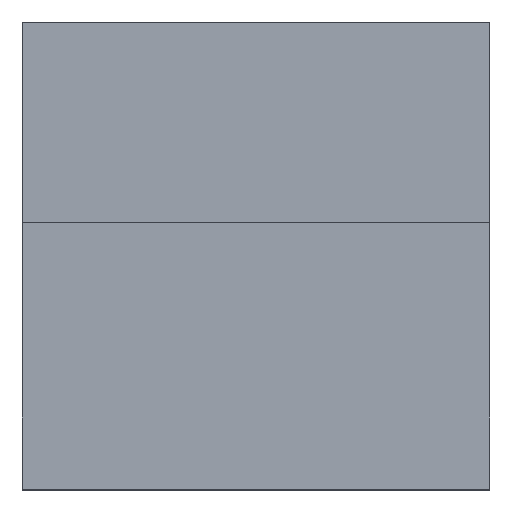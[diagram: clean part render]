
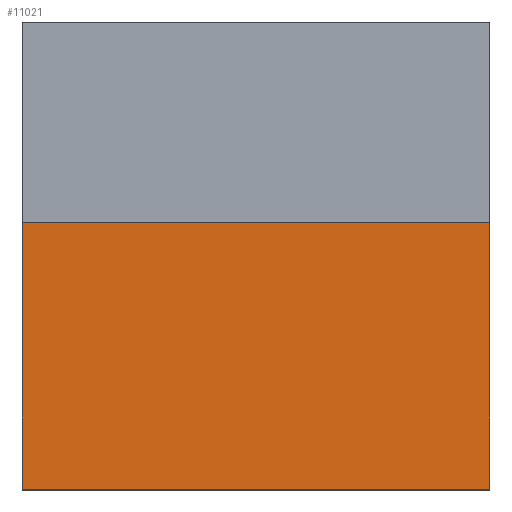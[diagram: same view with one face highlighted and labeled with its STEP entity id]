
A CAD part, top view. The second image highlights one B-rep face of the part: STEP entity #11021.
In plain terms, the highlighted planar face has unit normal (0, 0, 1).
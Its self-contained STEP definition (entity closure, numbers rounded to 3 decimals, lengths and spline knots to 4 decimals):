
#152 = VECTOR ( 'NONE', #5125, 39.3701 ) ;
#367 = CARTESIAN_POINT ( 'NONE',  ( -0.6, 0., 0.6 ) ) ;
#877 = CARTESIAN_POINT ( 'NONE',  ( -0.6, 0., 0.6 ) ) ;
#1285 = VERTEX_POINT ( 'NONE', #1820 ) ;
#1304 = LINE ( 'NONE', #15916, #5841 ) ;
#1624 = VECTOR ( 'NONE', #12072, 39.3701 ) ;
#1820 = CARTESIAN_POINT ( 'NONE',  ( 0.6, 0., 0.6 ) ) ;
#3584 = LINE ( 'NONE', #877, #10296 ) ;
#3772 = PLANE ( 'NONE',  #23427 ) ;
#5125 = DIRECTION ( 'NONE',  ( 1., 0., 0. ) ) ;
#5841 = VECTOR ( 'NONE', #18935, 39.3701 ) ;
#6469 = EDGE_CURVE ( 'NONE', #1285, #8909, #20948, .T. ) ;
#8723 = ORIENTED_EDGE ( 'NONE', *, *, #8785, .F. ) ;
#8785 = EDGE_CURVE ( 'NONE', #15789, #1285, #23986, .T. ) ;
#8909 = VERTEX_POINT ( 'NONE', #11851 ) ;
#10296 = VECTOR ( 'NONE', #23272, 39.3701 ) ;
#11021 = ADVANCED_FACE ( 'NONE', ( #21212 ), #3772, .F. ) ;
#11851 = CARTESIAN_POINT ( 'NONE',  ( 0.6, -0.685, 0.6 ) ) ;
#12072 = DIRECTION ( 'NONE',  ( 0., -1., 0. ) ) ;
#13337 = ORIENTED_EDGE ( 'NONE', *, *, #35118, .F. ) ;
#14352 = CARTESIAN_POINT ( 'NONE',  ( -0.6, -0.685, 0.6 ) ) ;
#15674 = DIRECTION ( 'NONE',  ( 0., 0., -1. ) ) ;
#15789 = VERTEX_POINT ( 'NONE', #367 ) ;
#15916 = CARTESIAN_POINT ( 'NONE',  ( 0.6, -0.685, 0.6 ) ) ;
#18935 = DIRECTION ( 'NONE',  ( -1., 0., 0. ) ) ;
#19431 = CARTESIAN_POINT ( 'NONE',  ( 0.6, 0., 0.6 ) ) ;
#20415 = CARTESIAN_POINT ( 'NONE',  ( 0.6, 0., 0.6 ) ) ;
#20948 = LINE ( 'NONE', #20415, #1624 ) ;
#21212 = FACE_OUTER_BOUND ( 'NONE', #29821, .T. ) ;
#23272 = DIRECTION ( 'NONE',  ( 0., 1., 0. ) ) ;
#23427 = AXIS2_PLACEMENT_3D ( 'NONE', #35313, #15674, #27034 ) ;
#23986 = LINE ( 'NONE', #19431, #152 ) ;
#27034 = DIRECTION ( 'NONE',  ( -1., 0., 0. ) ) ;
#28407 = ORIENTED_EDGE ( 'NONE', *, *, #35301, .F. ) ;
#29821 = EDGE_LOOP ( 'NONE', ( #13337, #28407, #30566, #8723 ) ) ;
#30566 = ORIENTED_EDGE ( 'NONE', *, *, #6469, .F. ) ;
#35118 = EDGE_CURVE ( 'NONE', #35863, #15789, #3584, .T. ) ;
#35301 = EDGE_CURVE ( 'NONE', #8909, #35863, #1304, .T. ) ;
#35313 = CARTESIAN_POINT ( 'NONE',  ( 0., 0., 0.6 ) ) ;
#35863 = VERTEX_POINT ( 'NONE', #14352 ) ;
